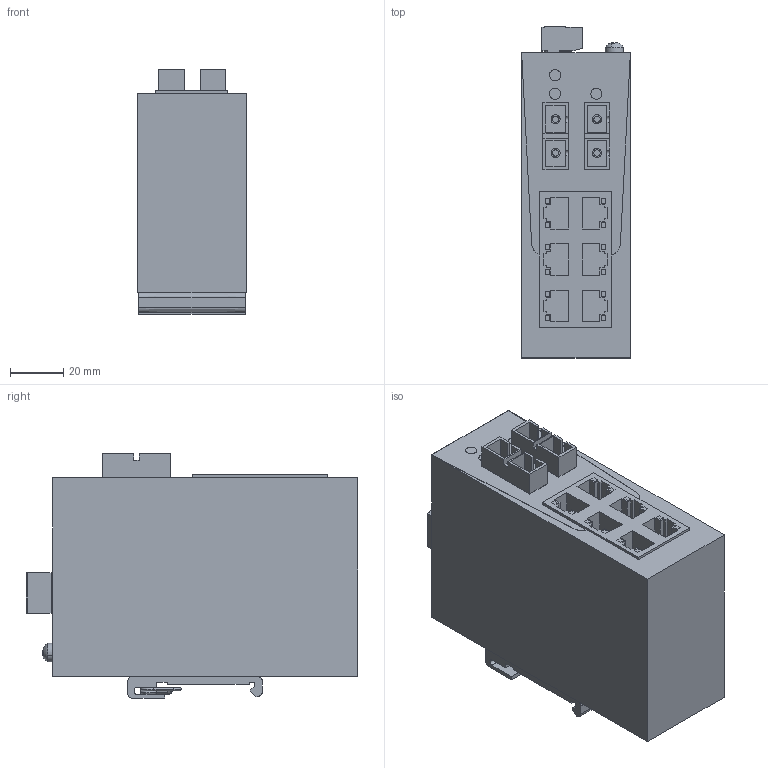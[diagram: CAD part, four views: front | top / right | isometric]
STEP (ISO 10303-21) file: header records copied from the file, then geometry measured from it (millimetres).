
FILE_DESCRIPTION(('CATIA V5 STEP Exchange','CAx-IF Rec.Pracs.--- Model Styling and Organization---1.4--- 2014-01-23'),'2;1');
FILE_NAME ('D1417229_2', '2020-11-24T12:52:32+00:00', ('none'), ('Weidmueller'), 'CATIA Version 5-6 Release 2016 SP3 HF44', 'CATIA V5 STEP AP214', 'none');
FILE_SCHEMA(('AUTOMOTIVE_DESIGN { 1 0 10303 214 1 1 1 1 }'));
Length unit declared in the file: millimetre
Products named in the file (1): S3D_IE_SW_EL08_6TX_2SC_2SCS
Bounding box: 41 x 125.1 x 92.18 mm (x, y, z)
Volume: 358690.1 mm3; surface area: 57086.5 mm2
Topology: 30 solids, 30 shells, 570 faces, 1372 edges, 894 vertices
Faces by surface type: plane 472, cylinder 68, torus 20, extrusion 8, sphere 2
Entity records: 16713 total; most frequent: CARTESIAN_POINT 3334, ORIENTED_EDGE 2744, DIRECTION 2229, EDGE_CURVE 1372, VECTOR 1086, LINE 1078, VERTEX_POINT 894, AXIS2_PLACEMENT_3D 650
